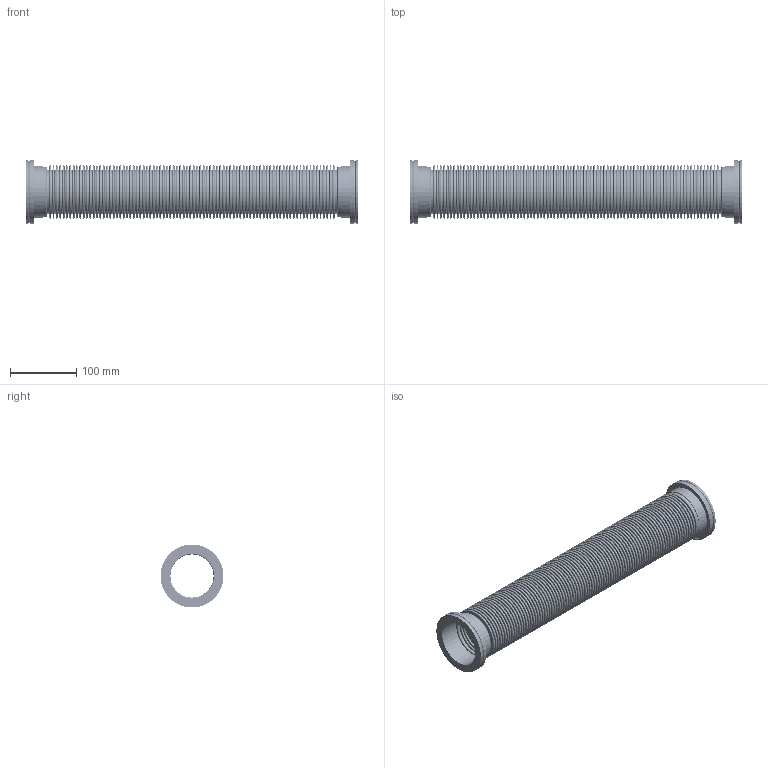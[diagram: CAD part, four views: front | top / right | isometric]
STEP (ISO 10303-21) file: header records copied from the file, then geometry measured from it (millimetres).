
FILE_DESCRIPTION (( 'STEP AP214' ), '1' );
FILE_NAME ('320SWG063-0500.stp', '2017-06-02T09:17:29', ( '' ), ( '' ), 'SwSTEP 2.0', 'SolidWorks 2015', '' );
FILE_SCHEMA (( 'AUTOMOTIVE_DESIGN' ));
Length unit declared in the file: millimetre
Products named in the file (1): 320SWG063-0500
Bounding box: 500 x 95 x 95 mm (x, y, z)
Volume: 172289.3 mm3; surface area: 748481.8 mm2
Topology: 1 solids, 1 shells, 2478 faces, 4956 edges, 2836 vertices
Faces by surface type: torus 1400, cylinder 720, plane 358
Entity records: 92440 total; most frequent: DIRECTION 14150, CARTESIAN_POINT 10271, ORIENTED_EDGE 9912, AXIS2_PLACEMENT_3D 6715, EDGE_CURVE 4956, CIRCLE 4236, VERTEX_POINT 2836, EDGE_LOOP 2836
